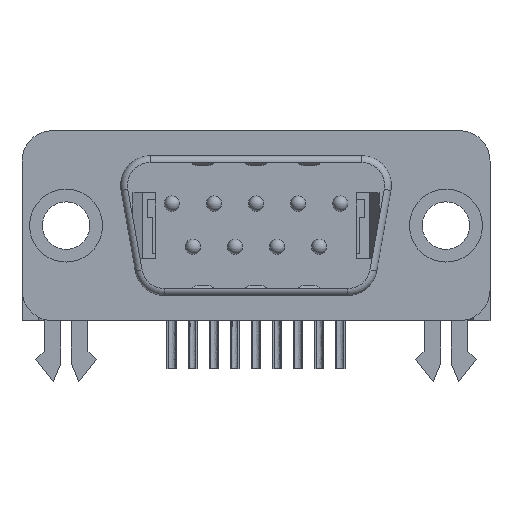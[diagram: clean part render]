
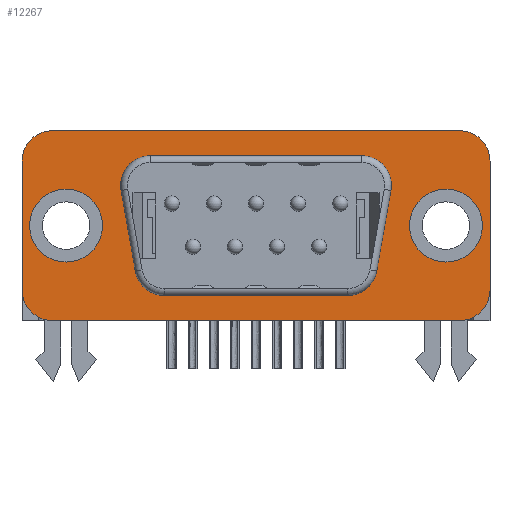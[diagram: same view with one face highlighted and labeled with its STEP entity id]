
A CAD part, front view. The second image highlights one B-rep face of the part: STEP entity #12267.
In plain terms, the highlighted planar face has unit normal (0, -1, 0).
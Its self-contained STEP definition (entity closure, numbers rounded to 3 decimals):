
#1145=LINE('',#34508,#2367);
#1147=LINE('',#34512,#2369);
#1150=LINE('',#34520,#2372);
#1152=LINE('',#34526,#2374);
#1161=LINE('',#34550,#2383);
#1163=LINE('',#34553,#2385);
#1166=LINE('',#34557,#2388);
#1167=LINE('',#34559,#2389);
#2367=VECTOR('',#15297,1000.);
#2369=VECTOR('',#15301,1000.);
#2372=VECTOR('',#15310,1000.);
#2374=VECTOR('',#15318,1000.);
#2383=VECTOR('',#15353,1000.);
#2385=VECTOR('',#15357,1000.);
#2388=VECTOR('',#15362,1000.);
#2389=VECTOR('',#15365,1000.);
#3080=PLANE('',#13118);
#5776=ORIENTED_EDGE('',*,*,#8018,.F.);
#5777=ORIENTED_EDGE('',*,*,#7935,.F.);
#5778=ORIENTED_EDGE('',*,*,#8019,.F.);
#5779=ORIENTED_EDGE('',*,*,#7931,.F.);
#5780=ORIENTED_EDGE('',*,*,#8013,.F.);
#5781=ORIENTED_EDGE('',*,*,#7927,.F.);
#5782=ORIENTED_EDGE('',*,*,#8015,.F.);
#5783=ORIENTED_EDGE('',*,*,#7923,.F.);
#5784=ORIENTED_EDGE('',*,*,#7993,.T.);
#5785=ORIENTED_EDGE('',*,*,#7992,.T.);
#5786=ORIENTED_EDGE('',*,*,#8002,.T.);
#5787=ORIENTED_EDGE('',*,*,#8001,.T.);
#5788=ORIENTED_EDGE('',*,*,#7999,.T.);
#5789=ORIENTED_EDGE('',*,*,#7997,.T.);
#5790=ORIENTED_EDGE('',*,*,#7995,.T.);
#5791=ORIENTED_EDGE('',*,*,#7989,.T.);
#5792=ORIENTED_EDGE('',*,*,#7919,.T.);
#5793=ORIENTED_EDGE('',*,*,#7921,.T.);
#7919=EDGE_CURVE('',#9236,#9236,#9796,.T.);
#7921=EDGE_CURVE('',#9238,#9238,#9798,.T.);
#7923=EDGE_CURVE('',#9240,#9241,#9800,.T.);
#7927=EDGE_CURVE('',#9244,#9245,#9802,.T.);
#7931=EDGE_CURVE('',#9248,#9249,#9804,.T.);
#7935=EDGE_CURVE('',#9252,#9253,#9806,.T.);
#7989=EDGE_CURVE('',#9288,#9289,#9840,.T.);
#7992=EDGE_CURVE('',#9290,#9291,#9841,.T.);
#7993=EDGE_CURVE('',#9289,#9290,#1145,.T.);
#7995=EDGE_CURVE('',#9292,#9288,#1147,.T.);
#7997=EDGE_CURVE('',#9293,#9292,#9842,.T.);
#7999=EDGE_CURVE('',#9294,#9293,#1150,.T.);
#8001=EDGE_CURVE('',#9295,#9294,#9843,.T.);
#8002=EDGE_CURVE('',#9291,#9295,#1152,.T.);
#8013=EDGE_CURVE('',#9245,#9248,#1161,.T.);
#8015=EDGE_CURVE('',#9241,#9244,#1163,.T.);
#8018=EDGE_CURVE('',#9253,#9240,#1166,.T.);
#8019=EDGE_CURVE('',#9249,#9252,#1167,.T.);
#9236=VERTEX_POINT('',#34355);
#9238=VERTEX_POINT('',#34360);
#9240=VERTEX_POINT('',#34365);
#9241=VERTEX_POINT('',#34366);
#9244=VERTEX_POINT('',#34374);
#9245=VERTEX_POINT('',#34375);
#9248=VERTEX_POINT('',#34383);
#9249=VERTEX_POINT('',#34384);
#9252=VERTEX_POINT('',#34392);
#9253=VERTEX_POINT('',#34393);
#9288=VERTEX_POINT('',#34497);
#9289=VERTEX_POINT('',#34499);
#9290=VERTEX_POINT('',#34503);
#9291=VERTEX_POINT('',#34505);
#9292=VERTEX_POINT('',#34511);
#9293=VERTEX_POINT('',#34515);
#9294=VERTEX_POINT('',#34519);
#9295=VERTEX_POINT('',#34523);
#9796=CIRCLE('',#13024,2.4);
#9798=CIRCLE('',#13027,2.4);
#9800=CIRCLE('',#13030,2.);
#9802=CIRCLE('',#13033,2.);
#9804=CIRCLE('',#13036,2.);
#9806=CIRCLE('',#13039,2.);
#9840=CIRCLE('',#13090,1.949);
#9841=CIRCLE('',#13092,1.949);
#9842=CIRCLE('',#13096,1.949);
#9843=CIRCLE('',#13099,1.949);
#10460=EDGE_LOOP('',(#5776,#5777,#5778,#5779,#5780,#5781,#5782,#5783));
#10461=EDGE_LOOP('',(#5784,#5785,#5786,#5787,#5788,#5789,#5790,#5791));
#10462=EDGE_LOOP('',(#5792));
#10463=EDGE_LOOP('',(#5793));
#11257=FACE_BOUND('',#10460,.T.);
#11258=FACE_BOUND('',#10461,.T.);
#11259=FACE_BOUND('',#10462,.T.);
#11260=FACE_BOUND('',#10463,.T.);
#12267=ADVANCED_FACE('',(#11257,#11258,#11259,#11260),#3080,.F.);
#13024=AXIS2_PLACEMENT_3D('',#34354,#15129,#15130);
#13027=AXIS2_PLACEMENT_3D('',#34359,#15135,#15136);
#13030=AXIS2_PLACEMENT_3D('',#34364,#15141,#15142);
#13033=AXIS2_PLACEMENT_3D('',#34373,#15149,#15150);
#13036=AXIS2_PLACEMENT_3D('',#34382,#15157,#15158);
#13039=AXIS2_PLACEMENT_3D('',#34391,#15165,#15166);
#13090=AXIS2_PLACEMENT_3D('',#34500,#15287,#15288);
#13092=AXIS2_PLACEMENT_3D('',#34506,#15293,#15294);
#13096=AXIS2_PLACEMENT_3D('',#34516,#15305,#15306);
#13099=AXIS2_PLACEMENT_3D('',#34524,#15314,#15315);
#13118=AXIS2_PLACEMENT_3D('',#34562,#15369,#15370);
#15129=DIRECTION('',(0.,1.,0.));
#15130=DIRECTION('',(0.,0.,1.));
#15135=DIRECTION('',(0.,1.,0.));
#15136=DIRECTION('',(0.,0.,1.));
#15141=DIRECTION('',(0.,1.,0.));
#15142=DIRECTION('',(0.,0.,1.));
#15149=DIRECTION('',(0.,1.,0.));
#15150=DIRECTION('',(0.,0.,1.));
#15157=DIRECTION('',(0.,1.,0.));
#15158=DIRECTION('',(0.,0.,1.));
#15165=DIRECTION('',(0.,1.,0.));
#15166=DIRECTION('',(0.,0.,1.));
#15287=DIRECTION('',(0.,1.,0.));
#15288=DIRECTION('',(0.,0.,1.));
#15293=DIRECTION('',(0.,1.,0.));
#15294=DIRECTION('',(0.,0.,1.));
#15297=DIRECTION('',(-0.174,0.,0.985));
#15301=DIRECTION('',(-1.,0.,0.));
#15305=DIRECTION('',(0.,1.,0.));
#15306=DIRECTION('',(0.,0.,1.));
#15310=DIRECTION('',(-0.174,0.,-0.985));
#15314=DIRECTION('',(0.,1.,0.));
#15315=DIRECTION('',(0.,0.,1.));
#15318=DIRECTION('',(1.,0.,0.));
#15353=DIRECTION('',(-1.,0.,0.));
#15357=DIRECTION('',(0.,0.,-1.));
#15362=DIRECTION('',(1.,0.,0.));
#15365=DIRECTION('',(0.,0.,1.));
#15369=DIRECTION('',(0.,1.,0.));
#15370=DIRECTION('',(0.,0.,1.));
#34354=CARTESIAN_POINT('',(12.5,-6.425,0.));
#34355=CARTESIAN_POINT('',(12.5,-6.425,2.4));
#34359=CARTESIAN_POINT('',(-12.5,-6.425,0.));
#34360=CARTESIAN_POINT('',(-12.5,-6.425,2.4));
#34364=CARTESIAN_POINT('',(13.4,-6.425,4.25));
#34365=CARTESIAN_POINT('',(13.4,-6.425,6.25));
#34366=CARTESIAN_POINT('',(15.4,-6.425,4.25));
#34373=CARTESIAN_POINT('',(13.4,-6.425,-4.25));
#34374=CARTESIAN_POINT('',(15.4,-6.425,-4.25));
#34375=CARTESIAN_POINT('',(13.4,-6.425,-6.25));
#34382=CARTESIAN_POINT('',(-13.4,-6.425,-4.25));
#34383=CARTESIAN_POINT('',(-13.4,-6.425,-6.25));
#34384=CARTESIAN_POINT('',(-15.4,-6.425,-4.25));
#34391=CARTESIAN_POINT('',(-13.4,-6.425,4.25));
#34392=CARTESIAN_POINT('',(-15.4,-6.425,4.25));
#34393=CARTESIAN_POINT('',(-13.4,-6.425,6.25));
#34497=CARTESIAN_POINT('',(-6.026,-6.425,-4.6));
#34499=CARTESIAN_POINT('',(-7.946,-6.425,-2.989));
#34500=CARTESIAN_POINT('',(-6.026,-6.425,-2.651));
#34503=CARTESIAN_POINT('',(-8.88,-6.425,2.312));
#34505=CARTESIAN_POINT('',(-6.961,-6.425,4.6));
#34506=CARTESIAN_POINT('',(-6.961,-6.425,2.651));
#34508=CARTESIAN_POINT('',(-8.217,-6.425,-1.449));
#34511=CARTESIAN_POINT('',(6.026,-6.425,-4.6));
#34512=CARTESIAN_POINT('',(0.,-6.425,-4.6));
#34515=CARTESIAN_POINT('',(7.946,-6.425,-2.989));
#34516=CARTESIAN_POINT('',(6.026,-6.425,-2.651));
#34519=CARTESIAN_POINT('',(8.88,-6.425,2.312));
#34520=CARTESIAN_POINT('',(8.217,-6.425,-1.449));
#34523=CARTESIAN_POINT('',(6.961,-6.425,4.6));
#34524=CARTESIAN_POINT('',(6.961,-6.425,2.651));
#34526=CARTESIAN_POINT('',(0.,-6.425,4.6));
#34550=CARTESIAN_POINT('',(15.4,-6.425,-6.25));
#34553=CARTESIAN_POINT('',(15.4,-6.425,6.25));
#34557=CARTESIAN_POINT('',(-15.4,-6.425,6.25));
#34559=CARTESIAN_POINT('',(-15.4,-6.425,-6.25));
#34562=CARTESIAN_POINT('',(0.,-6.425,0.));
